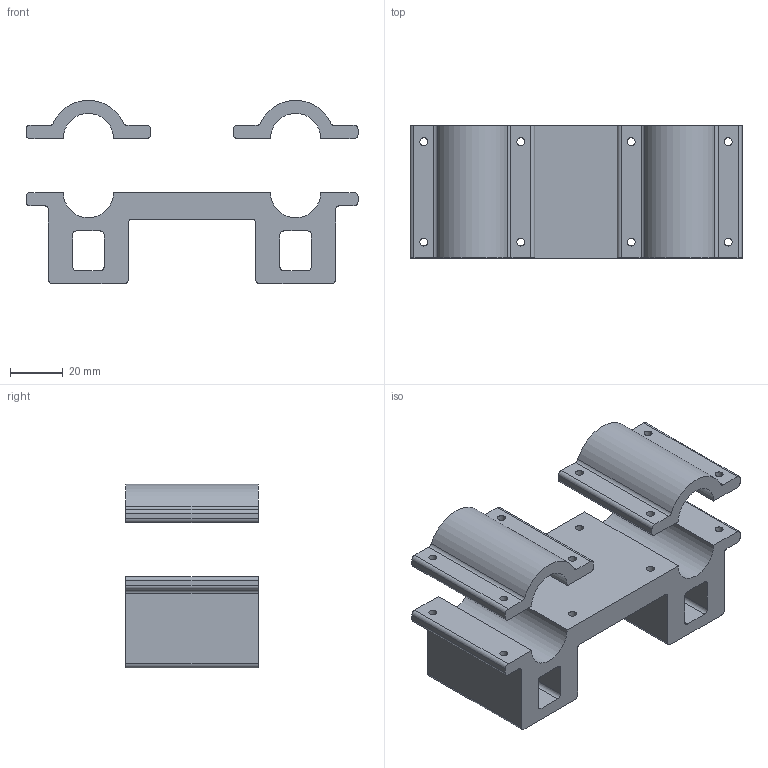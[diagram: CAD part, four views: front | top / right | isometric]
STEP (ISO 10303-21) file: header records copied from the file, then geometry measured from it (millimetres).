
FILE_DESCRIPTION(/* description */ ('STEP AP242','CAx-IF Rec.Pracs.---Representation and Presentation of Product Manufacturing Information (PMI)---4.0---2014-10-13','CAx-IF Rec.Pracs.---3D Tessellated Geometry---0.4---2014-09-14','2;1'),/* implementation_level */ '2;1');
FILE_NAME(/* name */ '647e8773d896855372a97c06',/* time_stamp */ '2023-06-06T01:10:12Z',/* author */ (''),/* organization */ (''),/* preprocessor_version */ 'ST-DEVELOPER v19.4',/* originating_system */ ' ',/* authorisation */ ' ');
FILE_SCHEMA (('AP242_MANAGED_MODEL_BASED_3D_ENGINEERING_MIM_LF { 1 0 10303 442 1 1 4 }'));
Length unit declared in the file: metre
Products named in the file (3): clamp2; base; clamp1
Bounding box: 125.72 x 50 x 69.5 mm (x, y, z)
Volume: 126089 mm3; surface area: 44118.7 mm2
Topology: 3 solids, 3 shells, 110 faces, 292 edges, 196 vertices
Faces by surface type: cylinder 62, plane 48
Full cylindrical faces by diameter (mm): 3 x16, 3.8 x8
Entity records: 3460 total; most frequent: DIRECTION 614, CARTESIAN_POINT 569, ORIENTED_EDGE 528, EDGE_CURVE 264, AXIS2_PLACEMENT_3D 237, VERTEX_POINT 192, EDGE_LOOP 178, FACE_BOUND 178
